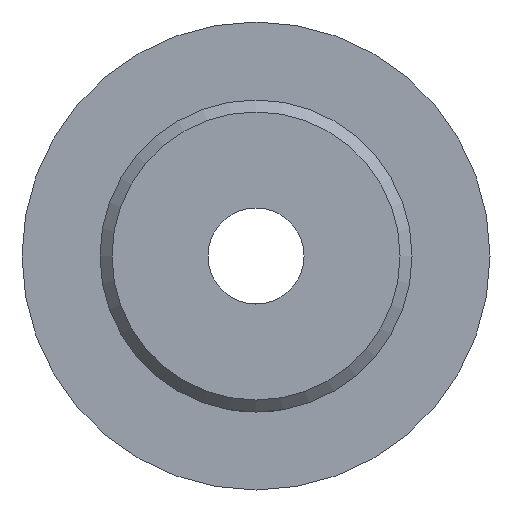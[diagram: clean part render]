
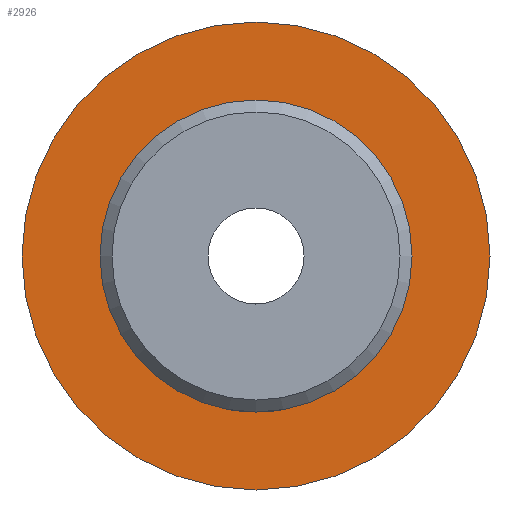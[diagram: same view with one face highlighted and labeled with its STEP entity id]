
A CAD part, front view. The second image highlights one B-rep face of the part: STEP entity #2926.
In plain terms, the highlighted planar face has unit normal (0, -1, 0).
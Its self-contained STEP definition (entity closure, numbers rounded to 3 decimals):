
#21=FACE_BOUND('',#645,.T.);
#176=CIRCLE('',#3108,13.);
#177=CIRCLE('',#3109,13.);
#325=CIRCLE('',#3404,19.5);
#326=CIRCLE('',#3405,19.5);
#331=PLANE('',#3403);
#484=FACE_OUTER_BOUND('',#644,.T.);
#644=EDGE_LOOP('',(#2609,#2610));
#645=EDGE_LOOP('',(#2611,#2612));
#1106=VERTEX_POINT('',#4864);
#1107=VERTEX_POINT('',#4865);
#1255=VERTEX_POINT('',#5454);
#1256=VERTEX_POINT('',#5455);
#1415=EDGE_CURVE('',#1106,#1107,#176,.T.);
#1416=EDGE_CURVE('',#1107,#1106,#177,.T.);
#1709=EDGE_CURVE('',#1255,#1256,#325,.T.);
#1710=EDGE_CURVE('',#1256,#1255,#326,.T.);
#2609=ORIENTED_EDGE('',*,*,#1709,.F.);
#2610=ORIENTED_EDGE('',*,*,#1710,.F.);
#2611=ORIENTED_EDGE('',*,*,#1415,.T.);
#2612=ORIENTED_EDGE('',*,*,#1416,.T.);
#2926=ADVANCED_FACE('',(#484,#21),#331,.F.);
#3108=AXIS2_PLACEMENT_3D('',#4866,#3731,#3732);
#3109=AXIS2_PLACEMENT_3D('',#4867,#3733,#3734);
#3403=AXIS2_PLACEMENT_3D('',#5453,#4466,#4467);
#3404=AXIS2_PLACEMENT_3D('',#5456,#4468,#4469);
#3405=AXIS2_PLACEMENT_3D('',#5457,#4470,#4471);
#3731=DIRECTION('center_axis',(0.,1.,0.));
#3732=DIRECTION('ref_axis',(-1.,0.,0.));
#3733=DIRECTION('center_axis',(0.,1.,0.));
#3734=DIRECTION('ref_axis',(-1.,0.,0.));
#4466=DIRECTION('center_axis',(0.,1.,0.));
#4467=DIRECTION('ref_axis',(0.,0.,1.));
#4468=DIRECTION('center_axis',(0.,1.,0.));
#4469=DIRECTION('ref_axis',(1.,0.,0.));
#4470=DIRECTION('center_axis',(0.,1.,0.));
#4471=DIRECTION('ref_axis',(1.,0.,0.));
#4864=CARTESIAN_POINT('',(-13.,10.,0.));
#4865=CARTESIAN_POINT('',(13.,10.,0.));
#4866=CARTESIAN_POINT('Origin',(0.,10.,0.));
#4867=CARTESIAN_POINT('Origin',(0.,10.,0.));
#5453=CARTESIAN_POINT('Origin',(0.,10.,0.));
#5454=CARTESIAN_POINT('',(19.5,10.,0.));
#5455=CARTESIAN_POINT('',(-19.5,10.,0.));
#5456=CARTESIAN_POINT('Origin',(0.,10.,0.));
#5457=CARTESIAN_POINT('Origin',(0.,10.,0.));
